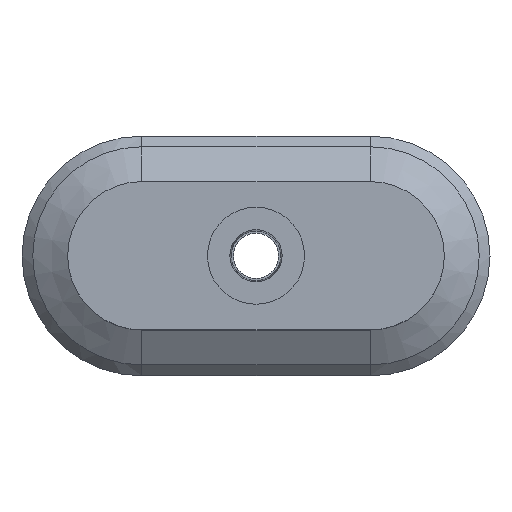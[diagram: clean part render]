
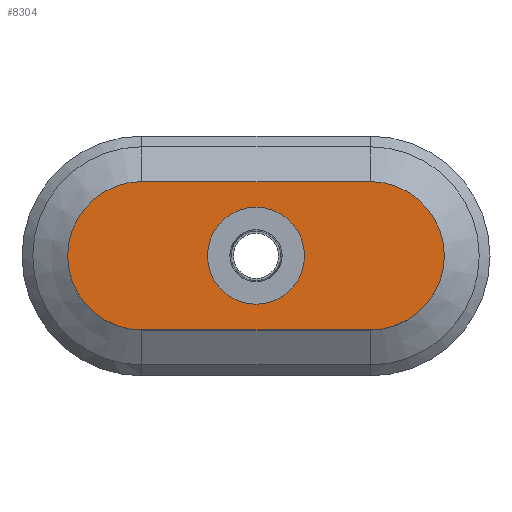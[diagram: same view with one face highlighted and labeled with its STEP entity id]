
A CAD part, top view. The second image highlights one B-rep face of the part: STEP entity #8304.
In plain terms, the highlighted planar face has unit normal (0, 0, 1).
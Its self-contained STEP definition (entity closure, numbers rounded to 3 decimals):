
#788 = AXIS2_PLACEMENT_3D ( 'NONE', #6546, #11087, #4587 ) ;
#907 = VECTOR ( 'NONE', #4727, 1000. ) ;
#1246 = ORIENTED_EDGE ( 'NONE', *, *, #7487, .T. ) ;
#1514 = CARTESIAN_POINT ( 'NONE',  ( 0., 0., 25. ) ) ;
#1562 = EDGE_CURVE ( 'NONE', #2669, #8038, #8631, .T. ) ;
#2359 = DIRECTION ( 'NONE',  ( 1., 0., 0. ) ) ;
#2476 = DIRECTION ( 'NONE',  ( 0., 0., 1. ) ) ;
#2669 = VERTEX_POINT ( 'NONE', #7728 ) ;
#2748 = VERTEX_POINT ( 'NONE', #6940 ) ;
#3568 = CARTESIAN_POINT ( 'NONE',  ( 8.5, 0., 25. ) ) ;
#3792 = EDGE_LOOP ( 'NONE', ( #9076 ) ) ;
#3875 = CARTESIAN_POINT ( 'NONE',  ( -20., -13., 25. ) ) ;
#4302 = EDGE_CURVE ( 'NONE', #8746, #8746, #7234, .T. ) ;
#4369 = CARTESIAN_POINT ( 'NONE',  ( 20., 0., 25. ) ) ;
#4496 = DIRECTION ( 'NONE',  ( 0., 0., -1. ) ) ;
#4544 = PLANE ( 'NONE',  #788 ) ;
#4587 = DIRECTION ( 'NONE',  ( -1., 0., 0. ) ) ;
#4727 = DIRECTION ( 'NONE',  ( -1., 0., 0. ) ) ;
#4824 = AXIS2_PLACEMENT_3D ( 'NONE', #4369, #4496, #8256 ) ;
#4955 = ORIENTED_EDGE ( 'NONE', *, *, #1562, .F. ) ;
#4965 = DIRECTION ( 'NONE',  ( 1., 0., 0. ) ) ;
#5010 = EDGE_LOOP ( 'NONE', ( #10255, #1246, #4955, #11105 ) ) ;
#5451 = FACE_BOUND ( 'NONE', #3792, .T. ) ;
#5507 = VECTOR ( 'NONE', #4965, 1000. ) ;
#6029 = EDGE_CURVE ( 'NONE', #8561, #2748, #7575, .T. ) ;
#6546 = CARTESIAN_POINT ( 'NONE',  ( -20., 13., 25. ) ) ;
#6574 = CARTESIAN_POINT ( 'NONE',  ( 20., -13., 25. ) ) ;
#6666 = DIRECTION ( 'NONE',  ( 1., 0., 0. ) ) ;
#6701 = CARTESIAN_POINT ( 'NONE',  ( -20., 0., 25. ) ) ;
#6940 = CARTESIAN_POINT ( 'NONE',  ( 20., 13., 25. ) ) ;
#7205 = EDGE_CURVE ( 'NONE', #2748, #2669, #10168, .T. ) ;
#7234 = CIRCLE ( 'NONE', #7420, 8.5 ) ;
#7420 = AXIS2_PLACEMENT_3D ( 'NONE', #1514, #2476, #2359 ) ;
#7487 = EDGE_CURVE ( 'NONE', #8561, #8038, #11195, .T. ) ;
#7575 = LINE ( 'NONE', #11610, #5507 ) ;
#7728 = CARTESIAN_POINT ( 'NONE',  ( 20., -13., 25. ) ) ;
#8038 = VERTEX_POINT ( 'NONE', #3875 ) ;
#8256 = DIRECTION ( 'NONE',  ( -1., 0., 0. ) ) ;
#8304 = ADVANCED_FACE ( 'NONE', ( #5451, #12032 ), #4544, .F. ) ;
#8561 = VERTEX_POINT ( 'NONE', #9665 ) ;
#8631 = LINE ( 'NONE', #6574, #907 ) ;
#8746 = VERTEX_POINT ( 'NONE', #3568 ) ;
#9076 = ORIENTED_EDGE ( 'NONE', *, *, #4302, .F. ) ;
#9665 = CARTESIAN_POINT ( 'NONE',  ( -20., 13., 25. ) ) ;
#10168 = CIRCLE ( 'NONE', #4824, 13. ) ;
#10255 = ORIENTED_EDGE ( 'NONE', *, *, #6029, .F. ) ;
#10298 = AXIS2_PLACEMENT_3D ( 'NONE', #6701, #10417, #6666 ) ;
#10417 = DIRECTION ( 'NONE',  ( 0., 0., 1. ) ) ;
#11087 = DIRECTION ( 'NONE',  ( 0., 0., -1. ) ) ;
#11105 = ORIENTED_EDGE ( 'NONE', *, *, #7205, .F. ) ;
#11195 = CIRCLE ( 'NONE', #10298, 13. ) ;
#11610 = CARTESIAN_POINT ( 'NONE',  ( -20., 13., 25. ) ) ;
#12032 = FACE_OUTER_BOUND ( 'NONE', #5010, .T. ) ;
